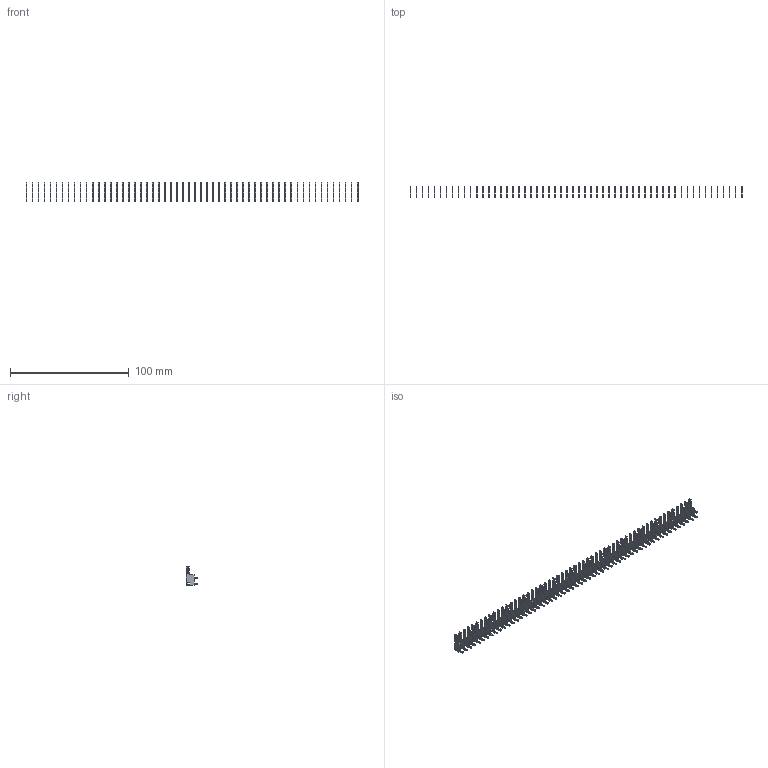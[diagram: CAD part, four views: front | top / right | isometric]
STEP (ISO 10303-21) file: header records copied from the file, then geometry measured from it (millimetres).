
FILE_DESCRIPTION (( 'STEP AP203' ), '1' );
FILE_NAME ('105-056-201-200.STEP', '2020-04-08T00:43:02', ( '' ), ( '' ), 'SwSTEP 2.0', 'SolidWorks 2016', '' );
FILE_SCHEMA (( 'CONFIG_CONTROL_DESIGN' ));
Length unit declared in the file: inch
Products named in the file (2): 100-290-001_100-290-201; 105-056-201-200
Assembly tree (56 placements, depth 2):
  105-056-201-200
    100-290-001_100-290-201  x56
Bounding box: 280.04 x 9.7 x 15.88 mm (x, y, z)
Volume: 2757.5 mm3; surface area: 11252.7 mm2
Topology: 56 solids, 56 shells, 1960 faces, 5544 edges, 3696 vertices
Faces by surface type: plane 1400, cylinder 560
Entity records: 3097 total; most frequent: DIRECTION 303, CARTESIAN_POINT 271, ORIENTED_EDGE 198, COORDINATED_UNIVERSAL_TIME_OFFSET 122, LOCAL_TIME 122, CALENDAR_DATE 122, DATE_AND_TIME 122, AXIS2_PLACEMENT_3D 114
